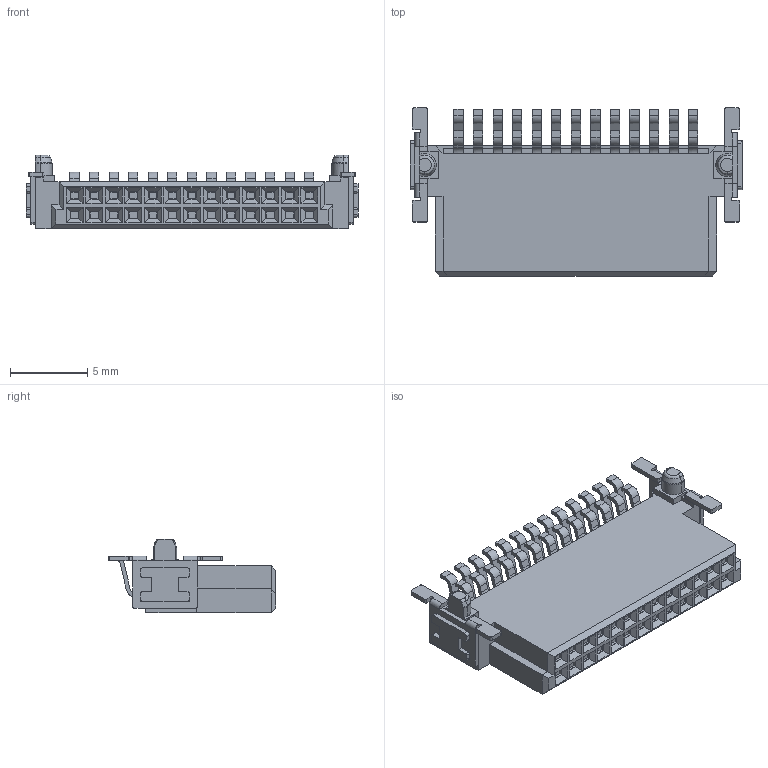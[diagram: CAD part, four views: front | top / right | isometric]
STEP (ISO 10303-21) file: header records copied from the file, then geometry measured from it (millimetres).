
FILE_DESCRIPTION((''),'2;1');
FILE_NAME( 'MD_TB3D_1525026x601xxx.stp','2011-06-28T06:20:06',('User'),('SDRC'),'I-DEAS Master Series 9','UNIX','Yes');
FILE_SCHEMA(('CONFIG_CONTROL_DESIGN', 'GEOMETRIC_VALIDATION_PROPERTIES_MIM','SHAPE_APPEARANCE_LAYER_MIM'));
Length unit declared in the file: millimetre
Bounding box: 21.55 x 10.9 x 4.77 mm (x, y, z)
Volume: 469.5 mm3; surface area: 868.7 mm2
Topology: 1 solids, 1 shells, 952 faces, 2604 edges, 1722 vertices
Faces by surface type: bspline 952
Entity records: 29076 total; most frequent: CARTESIAN_POINT 11739, ORIENTED_EDGE 5208, EDGE_CURVE 2604, VERTEX_POINT 1722, OVER_RIDING_STYLED_ITEM 1654, B_SPLINE_CURVE_WITH_KNOTS 1294, EDGE_LOOP 1036, FACE_OUTER_BOUND 952
